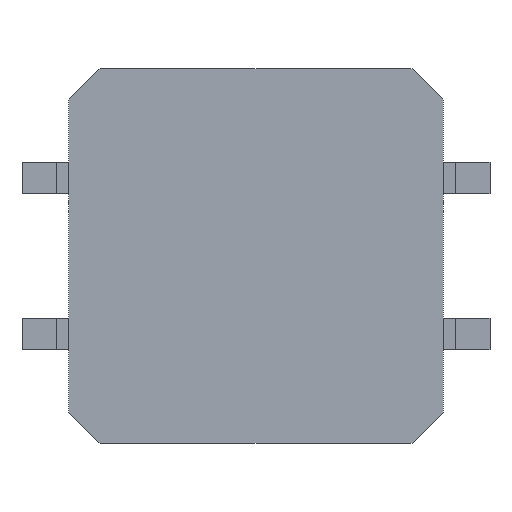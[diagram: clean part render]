
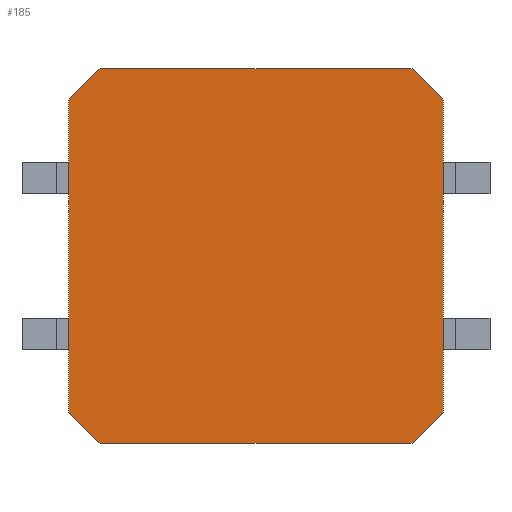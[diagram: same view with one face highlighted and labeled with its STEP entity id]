
A CAD part, front view. The second image highlights one B-rep face of the part: STEP entity #185.
In plain terms, the highlighted planar face has unit normal (0, -1, 0).
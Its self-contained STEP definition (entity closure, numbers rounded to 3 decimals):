
#40 = VERTEX_POINT ( 'NONE', #731 ) ;
#41 = VERTEX_POINT ( 'NONE', #732 ) ;
#74 = ORIENTED_EDGE ( 'NONE', *, *, #2580, .T. ) ;
#156 = VERTEX_POINT ( 'NONE', #916 ) ;
#164 = VERTEX_POINT ( 'NONE', #918 ) ;
#172 = VERTEX_POINT ( 'NONE', #930 ) ;
#180 = ORIENTED_EDGE ( 'NONE', *, *, #545, .F. ) ;
#185 = ADVANCED_FACE ( 'NONE', ( #972 ), #973, .F. ) ;
#200 = EDGE_CURVE ( 'NONE', #164, #1216, #1039, .T. ) ;
#239 = VERTEX_POINT ( 'NONE', #1210 ) ;
#276 = EDGE_CURVE ( 'NONE', #40, #156, #1458, .T. ) ;
#419 = EDGE_CURVE ( 'NONE', #164, #41, #2051, .T. ) ;
#483 = ORIENTED_EDGE ( 'NONE', *, *, #2512, .F. ) ;
#539 = ORIENTED_EDGE ( 'NONE', *, *, #1944, .T. ) ;
#545 = EDGE_CURVE ( 'NONE', #40, #239, #1546, .T. ) ;
#581 = ORIENTED_EDGE ( 'NONE', *, *, #608, .F. ) ;
#608 = EDGE_CURVE ( 'NONE', #172, #156, #900, .T. ) ;
#731 = CARTESIAN_POINT ( 'NONE',  ( 5., 0.1, -6. ) ) ;
#732 = CARTESIAN_POINT ( 'NONE',  ( 5., 0.1, 6. ) ) ;
#900 = LINE ( 'NONE', #901, #902 ) ;
#901 = CARTESIAN_POINT ( 'NONE',  ( 6., 0.1, -6. ) ) ;
#902 = VECTOR ( 'NONE', #903, 1000. ) ;
#903 = DIRECTION ( 'NONE',  ( 0., 0., -1. ) ) ;
#916 = CARTESIAN_POINT ( 'NONE',  ( 6., 0.1, -5. ) ) ;
#918 = CARTESIAN_POINT ( 'NONE',  ( -5., 0.1, 6. ) ) ;
#930 = CARTESIAN_POINT ( 'NONE',  ( 6., 0.1, 5. ) ) ;
#972 = FACE_OUTER_BOUND ( 'NONE', #2592, .T. ) ;
#973 = PLANE ( 'NONE',  #974 ) ;
#974 = AXIS2_PLACEMENT_3D ( 'NONE', #975, #976, #978 ) ;
#975 = CARTESIAN_POINT ( 'NONE',  ( -6., 0.1, -6. ) ) ;
#976 = DIRECTION ( 'NONE',  ( 0., 1., 0. ) ) ;
#978 = DIRECTION ( 'NONE',  ( 0., 0., 1. ) ) ;
#1039 = LINE ( 'NONE', #1040, #1041 ) ;
#1040 = CARTESIAN_POINT ( 'NONE',  ( -5., 0.1, 6. ) ) ;
#1041 = VECTOR ( 'NONE', #1042, 1000. ) ;
#1042 = DIRECTION ( 'NONE',  ( -0.707, 0., -0.707 ) ) ;
#1210 = CARTESIAN_POINT ( 'NONE',  ( -5., 0.1, -6. ) ) ;
#1215 = CARTESIAN_POINT ( 'NONE',  ( -6., 0.1, 5. ) ) ;
#1216 = VERTEX_POINT ( 'NONE', #1215 ) ;
#1229 = LINE ( 'NONE', #1230, #1231 ) ;
#1230 = CARTESIAN_POINT ( 'NONE',  ( -6., 0.1, -5. ) ) ;
#1231 = VECTOR ( 'NONE', #1232, 1000. ) ;
#1232 = DIRECTION ( 'NONE',  ( 0.707, 0., -0.707 ) ) ;
#1345 = CARTESIAN_POINT ( 'NONE',  ( -6., 0.1, -5. ) ) ;
#1458 = LINE ( 'NONE', #1459, #1460 ) ;
#1459 = CARTESIAN_POINT ( 'NONE',  ( 5., 0.1, -6. ) ) ;
#1460 = VECTOR ( 'NONE', #1461, 1000. ) ;
#1461 = DIRECTION ( 'NONE',  ( 0.707, 0., 0.707 ) ) ;
#1540 = ORIENTED_EDGE ( 'NONE', *, *, #419, .F. ) ;
#1546 = LINE ( 'NONE', #1547, #1548 ) ;
#1547 = CARTESIAN_POINT ( 'NONE',  ( -6., 0.1, -6. ) ) ;
#1548 = VECTOR ( 'NONE', #1549, 1000. ) ;
#1549 = DIRECTION ( 'NONE',  ( -1., 0., 0. ) ) ;
#1702 = LINE ( 'NONE', #1703, #1704 ) ;
#1703 = CARTESIAN_POINT ( 'NONE',  ( 6., 0.1, 5. ) ) ;
#1704 = VECTOR ( 'NONE', #1705, 1000. ) ;
#1705 = DIRECTION ( 'NONE',  ( -0.707, 0., 0.707 ) ) ;
#1944 = EDGE_CURVE ( 'NONE', #172, #41, #1702, .T. ) ;
#2051 = LINE ( 'NONE', #2052, #2053 ) ;
#2052 = CARTESIAN_POINT ( 'NONE',  ( -6., 0.1, 6. ) ) ;
#2053 = VECTOR ( 'NONE', #2054, 1000. ) ;
#2054 = DIRECTION ( 'NONE',  ( 1., 0., 0. ) ) ;
#2191 = LINE ( 'NONE', #2192, #2193 ) ;
#2192 = CARTESIAN_POINT ( 'NONE',  ( -6., 0.1, -6. ) ) ;
#2193 = VECTOR ( 'NONE', #2194, 1000. ) ;
#2194 = DIRECTION ( 'NONE',  ( 0., 0., 1. ) ) ;
#2455 = ORIENTED_EDGE ( 'NONE', *, *, #200, .T. ) ;
#2512 = EDGE_CURVE ( 'NONE', #2594, #1216, #2191, .T. ) ;
#2580 = EDGE_CURVE ( 'NONE', #2594, #239, #1229, .T. ) ;
#2592 = EDGE_LOOP ( 'NONE', ( #581, #539, #1540, #2455, #483, #74, #180, #2618 ) ) ;
#2594 = VERTEX_POINT ( 'NONE', #1345 ) ;
#2618 = ORIENTED_EDGE ( 'NONE', *, *, #276, .T. ) ;
